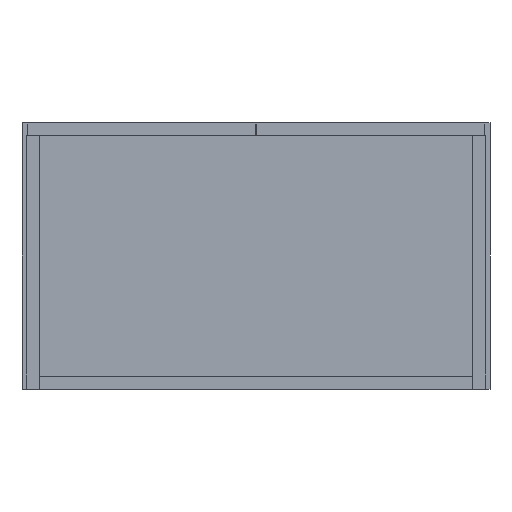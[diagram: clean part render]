
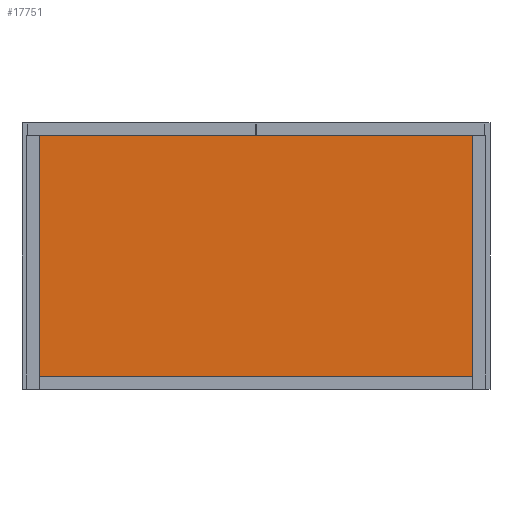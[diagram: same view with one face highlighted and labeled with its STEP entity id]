
A CAD part, front view. The second image highlights one B-rep face of the part: STEP entity #17751.
In plain terms, the highlighted planar face has unit normal (0, -1, 0).
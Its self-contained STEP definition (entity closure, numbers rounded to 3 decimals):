
#795 = AXIS2_PLACEMENT_3D ( 'NONE', #11192, #11631, #32114 ) ;
#2696 = DIRECTION ( 'NONE',  ( 0., 0., -1. ) ) ;
#4643 = EDGE_LOOP ( 'NONE', ( #38354, #12617, #27035, #51878 ) ) ;
#8451 = VECTOR ( 'NONE', #10203, 1000. ) ;
#8727 = LINE ( 'NONE', #18266, #61815 ) ;
#10203 = DIRECTION ( 'NONE',  ( 1., 0., 0. ) ) ;
#11075 = VERTEX_POINT ( 'NONE', #59168 ) ;
#11192 = CARTESIAN_POINT ( 'NONE',  ( -278., -275., 881.23 ) ) ;
#11631 = DIRECTION ( 'NONE',  ( 0., 1., 0. ) ) ;
#12617 = ORIENTED_EDGE ( 'NONE', *, *, #25553, .T. ) ;
#14044 = LINE ( 'NONE', #66202, #65520 ) ;
#17229 = CARTESIAN_POINT ( 'NONE',  ( 278., -275., 325. ) ) ;
#17535 = VERTEX_POINT ( 'NONE', #27395 ) ;
#17751 = ADVANCED_FACE ( 'NONE', ( #32917 ), #57289, .F. ) ;
#18266 = CARTESIAN_POINT ( 'NONE',  ( -278., -275., 325. ) ) ;
#22926 = VERTEX_POINT ( 'NONE', #17229 ) ;
#22927 = LINE ( 'NONE', #40562, #8451 ) ;
#25553 = EDGE_CURVE ( 'NONE', #22926, #65861, #8727, .T. ) ;
#27035 = ORIENTED_EDGE ( 'NONE', *, *, #55026, .T. ) ;
#27395 = CARTESIAN_POINT ( 'NONE',  ( -278., -275., 16. ) ) ;
#32114 = DIRECTION ( 'NONE',  ( 0., 0., 1. ) ) ;
#32917 = FACE_OUTER_BOUND ( 'NONE', #4643, .T. ) ;
#36785 = CARTESIAN_POINT ( 'NONE',  ( -278., -275., 325. ) ) ;
#38354 = ORIENTED_EDGE ( 'NONE', *, *, #61689, .F. ) ;
#40562 = CARTESIAN_POINT ( 'NONE',  ( -278., -275., 16. ) ) ;
#46434 = DIRECTION ( 'NONE',  ( 0., 0., -1. ) ) ;
#50245 = VECTOR ( 'NONE', #2696, 1000. ) ;
#50935 = EDGE_CURVE ( 'NONE', #17535, #11075, #22927, .T. ) ;
#51878 = ORIENTED_EDGE ( 'NONE', *, *, #50935, .T. ) ;
#55026 = EDGE_CURVE ( 'NONE', #65861, #17535, #65511, .T. ) ;
#57289 = PLANE ( 'NONE',  #795 ) ;
#58306 = DIRECTION ( 'NONE',  ( -1., 0., 0. ) ) ;
#58952 = CARTESIAN_POINT ( 'NONE',  ( -278., -275., 881.23 ) ) ;
#59168 = CARTESIAN_POINT ( 'NONE',  ( 278., -275., 16. ) ) ;
#61689 = EDGE_CURVE ( 'NONE', #22926, #11075, #14044, .T. ) ;
#61815 = VECTOR ( 'NONE', #58306, 1000. ) ;
#65511 = LINE ( 'NONE', #58952, #50245 ) ;
#65520 = VECTOR ( 'NONE', #46434, 1000. ) ;
#65861 = VERTEX_POINT ( 'NONE', #36785 ) ;
#66202 = CARTESIAN_POINT ( 'NONE',  ( 278., -275., 881.23 ) ) ;
